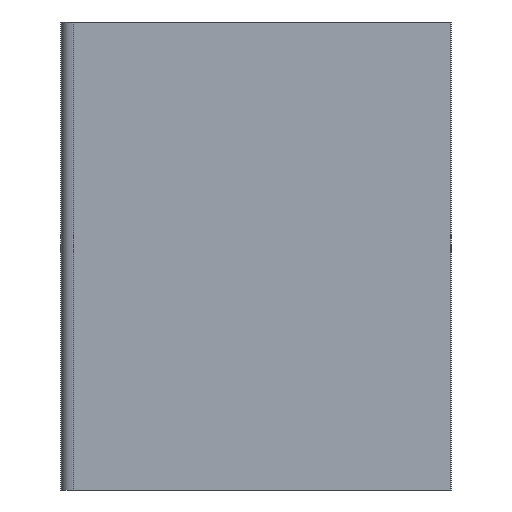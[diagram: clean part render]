
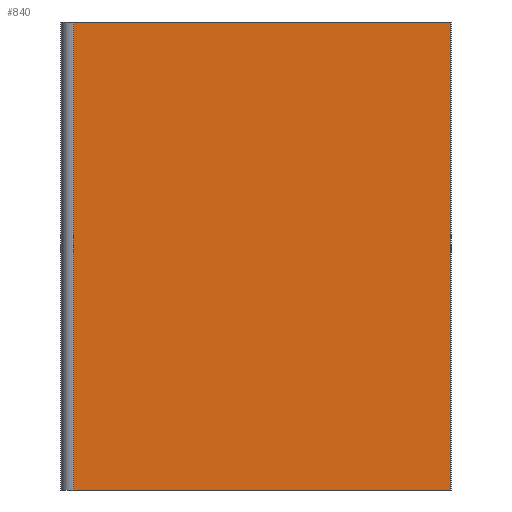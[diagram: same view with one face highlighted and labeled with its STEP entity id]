
A CAD part, left-side view. The second image highlights one B-rep face of the part: STEP entity #840.
In plain terms, the highlighted planar face has unit normal (-1, 0, 0).
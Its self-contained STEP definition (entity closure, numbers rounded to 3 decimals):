
#35 = ORIENTED_EDGE ( 'NONE', *, *, #1240, .F. ) ;
#128 = VECTOR ( 'NONE', #588, 1000. ) ;
#196 = CARTESIAN_POINT ( 'NONE',  ( -10., 0., -6. ) ) ;
#279 = CARTESIAN_POINT ( 'NONE',  ( -10., 0., 6. ) ) ;
#400 = VERTEX_POINT ( 'NONE', #650 ) ;
#448 = CARTESIAN_POINT ( 'NONE',  ( -10., 9.67, 6. ) ) ;
#565 = VERTEX_POINT ( 'NONE', #279 ) ;
#588 = DIRECTION ( 'NONE',  ( 0., 0., -1. ) ) ;
#631 = DIRECTION ( 'NONE',  ( 1., 0., 0. ) ) ;
#650 = CARTESIAN_POINT ( 'NONE',  ( -10., 0., -6. ) ) ;
#693 = LINE ( 'NONE', #1358, #1817 ) ;
#795 = EDGE_CURVE ( 'NONE', #2046, #1377, #1953, .T. ) ;
#796 = FACE_OUTER_BOUND ( 'NONE', #2168, .T. ) ;
#840 = ADVANCED_FACE ( 'NONE', ( #796 ), #1471, .F. ) ;
#855 = DIRECTION ( 'NONE',  ( 0., -1., 0. ) ) ;
#973 = EDGE_CURVE ( 'NONE', #1377, #400, #1696, .T. ) ;
#1073 = CARTESIAN_POINT ( 'NONE',  ( -10., 9.67, -6. ) ) ;
#1114 = DIRECTION ( 'NONE',  ( 0., 0., -1. ) ) ;
#1240 = EDGE_CURVE ( 'NONE', #2046, #565, #693, .T. ) ;
#1300 = DIRECTION ( 'NONE',  ( 0., 0., -1. ) ) ;
#1358 = CARTESIAN_POINT ( 'NONE',  ( -10., 0., 6. ) ) ;
#1377 = VERTEX_POINT ( 'NONE', #1073 ) ;
#1422 = LINE ( 'NONE', #2097, #128 ) ;
#1471 = PLANE ( 'NONE',  #2175 ) ;
#1506 = ORIENTED_EDGE ( 'NONE', *, *, #795, .T. ) ;
#1541 = ORIENTED_EDGE ( 'NONE', *, *, #973, .T. ) ;
#1637 = CARTESIAN_POINT ( 'NONE',  ( -10., 9.67, 6. ) ) ;
#1666 = VECTOR ( 'NONE', #1114, 1000. ) ;
#1696 = LINE ( 'NONE', #196, #2164 ) ;
#1817 = VECTOR ( 'NONE', #2034, 1000. ) ;
#1910 = EDGE_CURVE ( 'NONE', #565, #400, #1422, .T. ) ;
#1953 = LINE ( 'NONE', #448, #1666 ) ;
#2034 = DIRECTION ( 'NONE',  ( 0., -1., 0. ) ) ;
#2046 = VERTEX_POINT ( 'NONE', #1637 ) ;
#2048 = ORIENTED_EDGE ( 'NONE', *, *, #1910, .F. ) ;
#2097 = CARTESIAN_POINT ( 'NONE',  ( -10., 0., 6. ) ) ;
#2142 = CARTESIAN_POINT ( 'NONE',  ( -10., 0., 6. ) ) ;
#2164 = VECTOR ( 'NONE', #855, 1000. ) ;
#2168 = EDGE_LOOP ( 'NONE', ( #35, #1506, #1541, #2048 ) ) ;
#2175 = AXIS2_PLACEMENT_3D ( 'NONE', #2142, #631, #1300 ) ;
